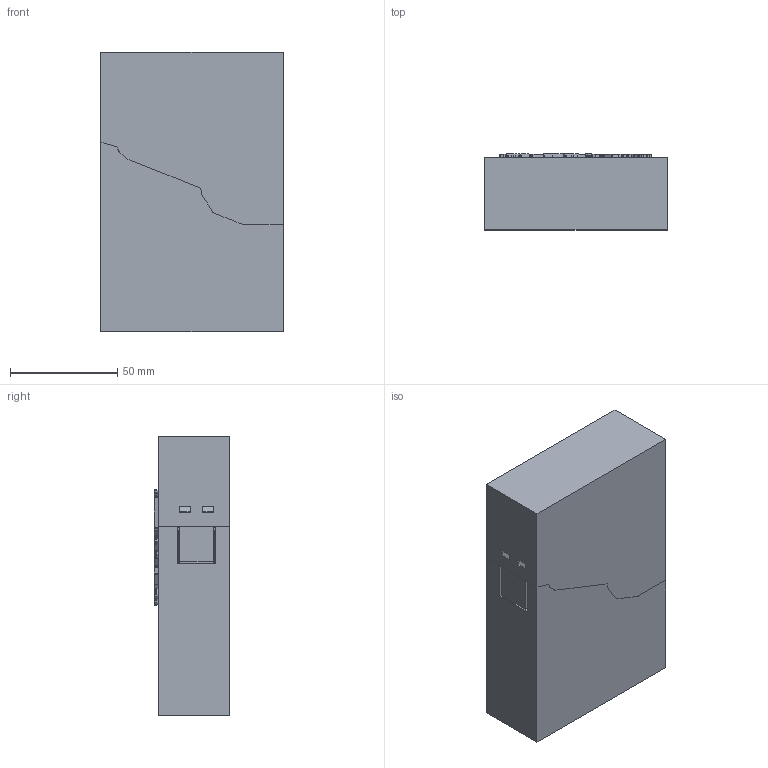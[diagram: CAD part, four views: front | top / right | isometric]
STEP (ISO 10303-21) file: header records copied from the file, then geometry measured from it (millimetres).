
FILE_DESCRIPTION(('FreeCAD Model'),'2;1');
FILE_NAME('Open CASCADE Shape Model','2025-04-26T09:56:07',('FreeCAD'),( 'FreeCAD'),'Open CASCADE STEP processor 7.6','FreeCAD','Unknown');
FILE_SCHEMA(('AUTOMOTIVE_DESIGN { 1 0 10303 214 1 1 1 1 }'));
Length unit declared in the file: millimetre
Products named in the file (1): Open CASCADE STEP translator 7.6 1
Bounding box: 84.85 x 35.25 x 130.26 mm (x, y, z)
Volume: 91922.8 mm3; surface area: 83529 mm2
Topology: 2 solids, 2 shells, 744 faces, 2163 edges, 1437 vertices
Faces by surface type: bspline 744
Entity records: 26268 total; most frequent: CARTESIAN_POINT 13489, ORIENTED_EDGE 4326, EDGE_CURVE 2163, B_SPLINE_CURVE_WITH_KNOTS 1925, VERTEX_POINT 1437, FACE_BOUND 770, EDGE_LOOP 770, ADVANCED_FACE 744
